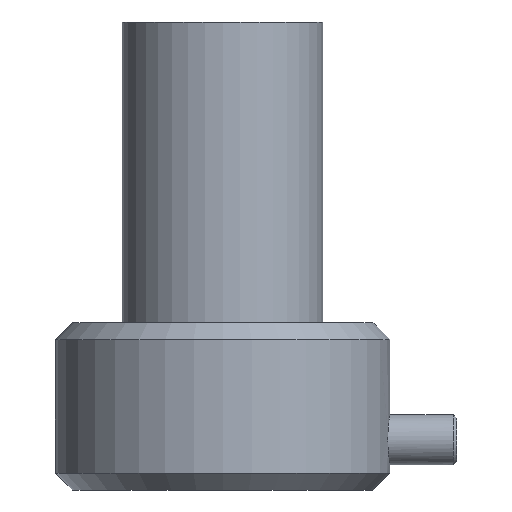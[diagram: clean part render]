
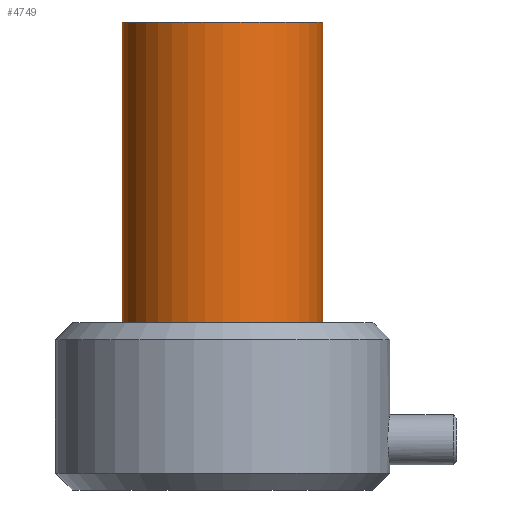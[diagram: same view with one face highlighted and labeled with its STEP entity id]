
A CAD part, front view. The second image highlights one B-rep face of the part: STEP entity #4749.
In plain terms, the highlighted cylindrical face has radius 3 mm (diameter 6 mm), a full revolution.
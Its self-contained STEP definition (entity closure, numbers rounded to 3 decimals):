
#48=CYLINDRICAL_SURFACE('',#4937,3.);
#54=CIRCLE('',#4925,3.);
#59=CIRCLE('',#4938,3.);
#834=FACE_OUTER_BOUND('',#1116,.T.);
#1116=EDGE_LOOP('',(#4293,#4294,#4295,#4296));
#1459=LINE('',#9105,#1805);
#1805=VECTOR('',#5453,3.);
#2267=VERTEX_POINT('',#9084);
#2272=VERTEX_POINT('',#9104);
#2948=EDGE_CURVE('',#2267,#2267,#54,.T.);
#2955=EDGE_CURVE('',#2267,#2272,#1459,.T.);
#2956=EDGE_CURVE('',#2272,#2272,#59,.T.);
#4293=ORIENTED_EDGE('',*,*,#2948,.T.);
#4294=ORIENTED_EDGE('',*,*,#2955,.T.);
#4295=ORIENTED_EDGE('',*,*,#2956,.F.);
#4296=ORIENTED_EDGE('',*,*,#2955,.F.);
#4749=ADVANCED_FACE('',(#834),#48,.T.);
#4925=AXIS2_PLACEMENT_3D('',#9085,#5425,#5426);
#4937=AXIS2_PLACEMENT_3D('',#9103,#5451,#5452);
#4938=AXIS2_PLACEMENT_3D('',#9106,#5454,#5455);
#5425=DIRECTION('center_axis',(0.,0.,-1.));
#5426=DIRECTION('ref_axis',(-1.,0.,0.));
#5451=DIRECTION('center_axis',(0.,0.,1.));
#5452=DIRECTION('ref_axis',(-1.,0.,0.));
#5453=DIRECTION('',(0.,0.,-1.));
#5454=DIRECTION('center_axis',(0.,0.,-1.));
#5455=DIRECTION('ref_axis',(-1.,0.,0.));
#9084=CARTESIAN_POINT('',(3.,0.,9.));
#9085=CARTESIAN_POINT('Origin',(0.,0.,9.));
#9103=CARTESIAN_POINT('Origin',(0.,0.,0.));
#9104=CARTESIAN_POINT('',(3.,0.,0.));
#9105=CARTESIAN_POINT('',(3.,0.,0.));
#9106=CARTESIAN_POINT('Origin',(0.,0.,0.));
